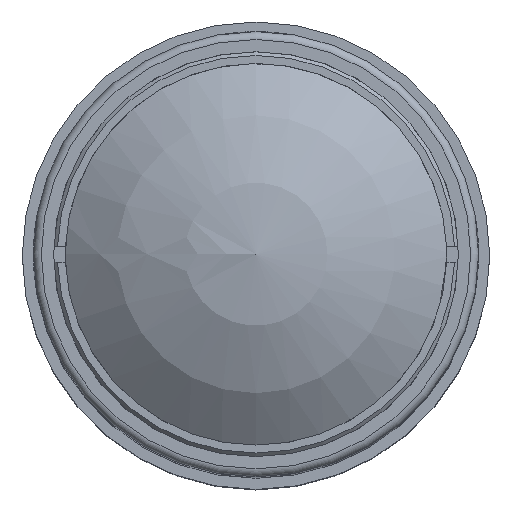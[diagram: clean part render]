
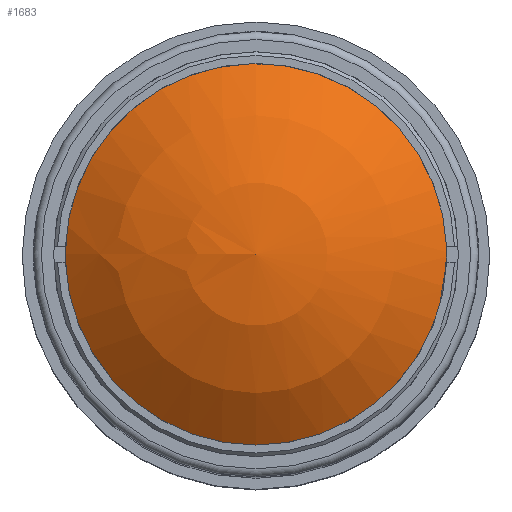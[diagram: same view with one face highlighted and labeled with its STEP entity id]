
A CAD part, top view. The second image highlights one B-rep face of the part: STEP entity #1683.
In plain terms, the highlighted spherical face has radius 19.19 mm.
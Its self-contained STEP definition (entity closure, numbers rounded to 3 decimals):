
#68=SPHERICAL_SURFACE('',#1832,19.19);
#139=CIRCLE('',#1831,12.5);
#370=FACE_OUTER_BOUND('',#486,.T.);
#486=EDGE_LOOP('',(#1136));
#704=VERTEX_POINT('',#2721);
#874=EDGE_CURVE('',#704,#704,#139,.T.);
#1136=ORIENTED_EDGE('',*,*,#874,.F.);
#1683=ADVANCED_FACE('',(#370),#68,.T.);
#1831=AXIS2_PLACEMENT_3D('',#2722,#2109,#2110);
#1832=AXIS2_PLACEMENT_3D('',#2723,#2111,#2112);
#2109=DIRECTION('center_axis',(0.,0.,
-1.));
#2110=DIRECTION('ref_axis',(-1.,0.,0.));
#2111=DIRECTION('center_axis',(0.,0.,
1.));
#2112=DIRECTION('ref_axis',(-1.,0.,0.));
#2721=CARTESIAN_POINT('',(0.,-12.5,-5.787));
#2722=CARTESIAN_POINT('Origin',(0.,0.,
-5.787));
#2723=CARTESIAN_POINT('Origin',(0.,0.,
-20.348));
